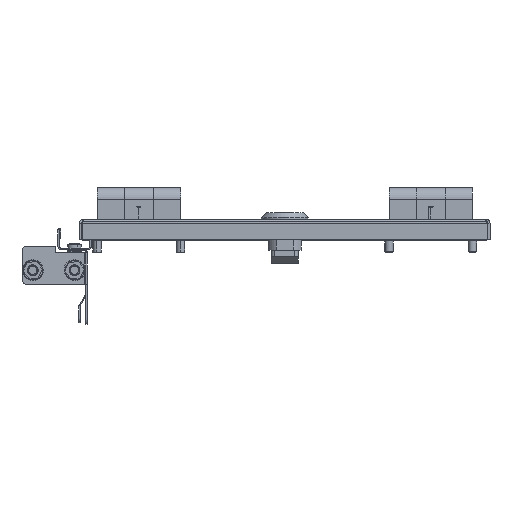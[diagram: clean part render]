
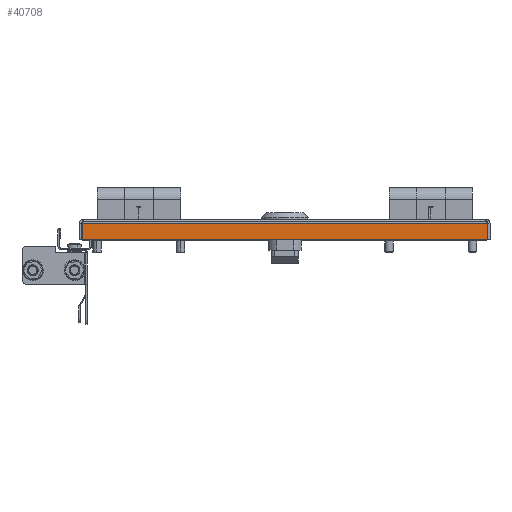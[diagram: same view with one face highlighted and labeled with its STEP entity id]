
A CAD part, left-side view. The second image highlights one B-rep face of the part: STEP entity #40708.
In plain terms, the highlighted planar face has unit normal (-1, 0, 0).
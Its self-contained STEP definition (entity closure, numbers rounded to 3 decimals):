
#1123 = VECTOR ( 'NONE', #45110, 1000. ) ;
#3496 = CARTESIAN_POINT ( 'NONE',  ( -389.25, 121.528, -12. ) ) ;
#3523 = ORIENTED_EDGE ( 'NONE', *, *, #22060, .F. ) ;
#6212 = VERTEX_POINT ( 'NONE', #3496 ) ;
#8825 = CARTESIAN_POINT ( 'NONE',  ( -389.25, -121.531, -1.4 ) ) ;
#9096 = VECTOR ( 'NONE', #20752, 1000. ) ;
#9167 = LINE ( 'NONE', #20639, #46456 ) ;
#10268 = CARTESIAN_POINT ( 'NONE',  ( -389.25, -123.002, -2.4 ) ) ;
#10326 = PLANE ( 'NONE',  #47782 ) ;
#10343 = CARTESIAN_POINT ( 'NONE',  ( -389.25, -121.531, -12. ) ) ;
#10437 = LINE ( 'NONE', #11664, #9096 ) ;
#11664 = CARTESIAN_POINT ( 'NONE',  ( -389.25, -0.002, -12. ) ) ;
#15955 = ORIENTED_EDGE ( 'NONE', *, *, #50881, .T. ) ;
#18309 = EDGE_CURVE ( 'NONE', #47267, #33337, #30373, .T. ) ;
#19520 = CARTESIAN_POINT ( 'NONE',  ( -389.25, -121.531, -2.4 ) ) ;
#20513 = EDGE_LOOP ( 'NONE', ( #3523, #24559, #44391, #15955 ) ) ;
#20639 = CARTESIAN_POINT ( 'NONE',  ( -389.25, 121.528, 0. ) ) ;
#20752 = DIRECTION ( 'NONE',  ( 0., -1., 0. ) ) ;
#22060 = EDGE_CURVE ( 'NONE', #33337, #31107, #23309, .T. ) ;
#23309 = LINE ( 'NONE', #8825, #45646 ) ;
#24559 = ORIENTED_EDGE ( 'NONE', *, *, #18309, .F. ) ;
#30373 = LINE ( 'NONE', #10268, #1123 ) ;
#31107 = VERTEX_POINT ( 'NONE', #10343 ) ;
#32420 = DIRECTION ( 'NONE',  ( 1., 0., 0. ) ) ;
#33337 = VERTEX_POINT ( 'NONE', #19520 ) ;
#36344 = FACE_OUTER_BOUND ( 'NONE', #20513, .T. ) ;
#40708 = ADVANCED_FACE ( 'NONE', ( #36344 ), #10326, .F. ) ;
#42049 = DIRECTION ( 'NONE',  ( 0., 0., -1. ) ) ;
#44391 = ORIENTED_EDGE ( 'NONE', *, *, #44923, .T. ) ;
#44923 = EDGE_CURVE ( 'NONE', #47267, #6212, #9167, .T. ) ;
#45110 = DIRECTION ( 'NONE',  ( 0., -1., 0. ) ) ;
#45646 = VECTOR ( 'NONE', #48187, 1000. ) ;
#46456 = VECTOR ( 'NONE', #42049, 1000. ) ;
#47267 = VERTEX_POINT ( 'NONE', #47779 ) ;
#47779 = CARTESIAN_POINT ( 'NONE',  ( -389.25, 121.528, -2.4 ) ) ;
#47782 = AXIS2_PLACEMENT_3D ( 'NONE', #49664, #32420, #54064 ) ;
#48187 = DIRECTION ( 'NONE',  ( 0., 0., -1. ) ) ;
#49664 = CARTESIAN_POINT ( 'NONE',  ( -389.25, -0.002, 0. ) ) ;
#50881 = EDGE_CURVE ( 'NONE', #6212, #31107, #10437, .T. ) ;
#54064 = DIRECTION ( 'NONE',  ( 0., 0., -1. ) ) ;
